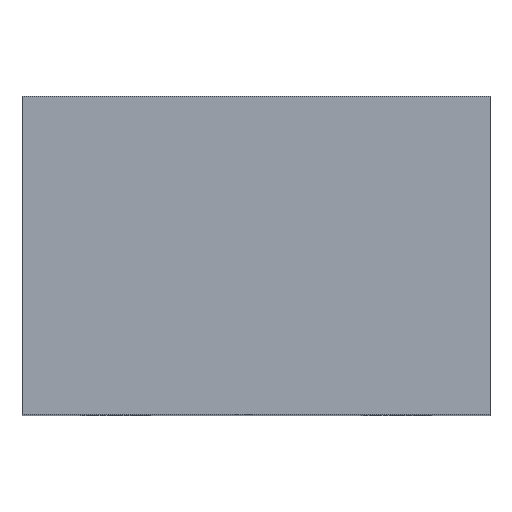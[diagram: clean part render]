
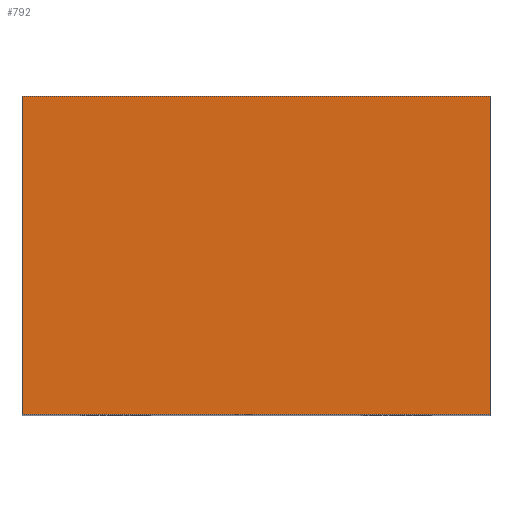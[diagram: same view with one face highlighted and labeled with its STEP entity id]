
A CAD part, top view. The second image highlights one B-rep face of the part: STEP entity #792.
In plain terms, the highlighted planar face has unit normal (0, 0, 1).
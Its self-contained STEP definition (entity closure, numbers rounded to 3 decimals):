
#16 = VERTEX_POINT ( 'NONE', #1070 ) ;
#47 = DIRECTION ( 'NONE',  ( 0., -1., 0. ) ) ;
#76 = VECTOR ( 'NONE', #47, 1000. ) ;
#107 = CARTESIAN_POINT ( 'NONE',  ( -18493.947, 17., -11279.191 ) ) ;
#163 = DIRECTION ( 'NONE',  ( 0., -1., 0. ) ) ;
#165 = LINE ( 'NONE', #1199, #76 ) ;
#183 = PLANE ( 'NONE',  #679 ) ;
#192 = CARTESIAN_POINT ( 'NONE',  ( -18493.947, 0., -11279.191 ) ) ;
#210 = ORIENTED_EDGE ( 'NONE', *, *, #301, .F. ) ;
#266 = EDGE_CURVE ( 'NONE', #536, #16, #1035, .T. ) ;
#301 = EDGE_CURVE ( 'NONE', #1105, #764, #768, .T. ) ;
#348 = DIRECTION ( 'NONE',  ( -1., 0., 0. ) ) ;
#353 = ORIENTED_EDGE ( 'NONE', *, *, #266, .T. ) ;
#360 = CARTESIAN_POINT ( 'NONE',  ( -18493.947, 0., -11279.191 ) ) ;
#402 = VECTOR ( 'NONE', #559, 1000. ) ;
#450 = LINE ( 'NONE', #909, #1059 ) ;
#536 = VERTEX_POINT ( 'NONE', #360 ) ;
#559 = DIRECTION ( 'NONE',  ( 1., 0., 0. ) ) ;
#613 = ORIENTED_EDGE ( 'NONE', *, *, #681, .T. ) ;
#656 = FACE_OUTER_BOUND ( 'NONE', #968, .T. ) ;
#662 = DIRECTION ( 'NONE',  ( 1., 0., 0. ) ) ;
#679 = AXIS2_PLACEMENT_3D ( 'NONE', #1038, #1127, #348 ) ;
#681 = EDGE_CURVE ( 'NONE', #1105, #536, #165, .T. ) ;
#721 = CARTESIAN_POINT ( 'NONE',  ( -18468.947, 17., -11279.191 ) ) ;
#764 = VERTEX_POINT ( 'NONE', #721 ) ;
#768 = LINE ( 'NONE', #942, #402 ) ;
#792 = ADVANCED_FACE ( 'NONE', ( #656 ), #183, .F. ) ;
#858 = EDGE_CURVE ( 'NONE', #764, #16, #450, .T. ) ;
#909 = CARTESIAN_POINT ( 'NONE',  ( -18468.947, 17., -11279.191 ) ) ;
#942 = CARTESIAN_POINT ( 'NONE',  ( -18493.947, 17., -11279.191 ) ) ;
#968 = EDGE_LOOP ( 'NONE', ( #353, #1054, #210, #613 ) ) ;
#1021 = VECTOR ( 'NONE', #662, 1000. ) ;
#1035 = LINE ( 'NONE', #192, #1021 ) ;
#1038 = CARTESIAN_POINT ( 'NONE',  ( -18493.947, 17., -11279.191 ) ) ;
#1054 = ORIENTED_EDGE ( 'NONE', *, *, #858, .F. ) ;
#1059 = VECTOR ( 'NONE', #163, 1000. ) ;
#1070 = CARTESIAN_POINT ( 'NONE',  ( -18468.947, 0., -11279.191 ) ) ;
#1105 = VERTEX_POINT ( 'NONE', #107 ) ;
#1127 = DIRECTION ( 'NONE',  ( 0., 0., -1. ) ) ;
#1199 = CARTESIAN_POINT ( 'NONE',  ( -18493.947, 17., -11279.191 ) ) ;
